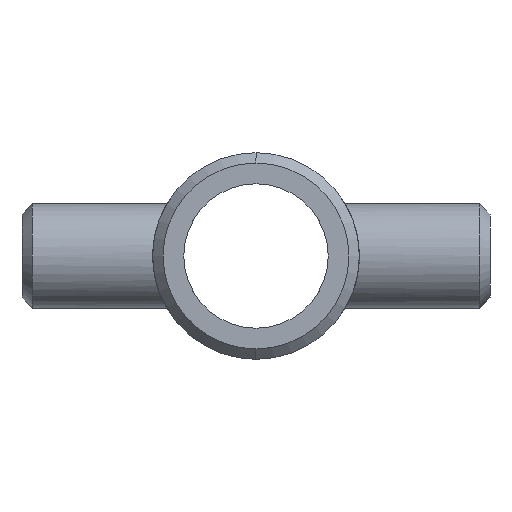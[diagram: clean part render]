
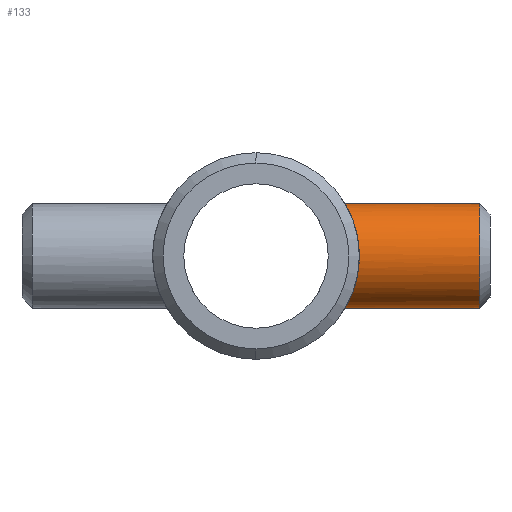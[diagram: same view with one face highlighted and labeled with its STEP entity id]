
A CAD part, left-side view. The second image highlights one B-rep face of the part: STEP entity #133.
In plain terms, the highlighted cylindrical face has radius 10.668 mm (diameter 21.336 mm), a partial arc.
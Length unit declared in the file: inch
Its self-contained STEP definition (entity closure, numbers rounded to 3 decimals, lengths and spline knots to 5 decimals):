
#1 = CARTESIAN_POINT ( 'NONE',  ( -0.38199, -0.81142, 0.17512 ) ) ;
#5 = CARTESIAN_POINT ( 'NONE',  ( -0.38207, -0.81145, -0.17496 ) ) ;
#11 = CARTESIAN_POINT ( 'NONE',  ( -0.18759, -0.73965, -0.37677 ) ) ;
#30 = CARTESIAN_POINT ( 'NONE',  ( -0.13722, -0.72851, -0.39789 ) ) ;
#98 = ORIENTED_EDGE ( 'NONE', *, *, #953, .T. ) ;
#133 = ADVANCED_FACE ( 'NONE', ( #566 ), #1040, .T. ) ;
#147 = CARTESIAN_POINT ( 'NONE',  ( -0.01391, -0.71589, 0.42 ) ) ;
#152 = CARTESIAN_POINT ( 'NONE',  ( -0.41657, -0.82827, -0.05535 ) ) ;
#157 = CARTESIAN_POINT ( 'NONE',  ( -0.31601, -0.78234, 0.27797 ) ) ;
#165 = CARTESIAN_POINT ( 'NONE',  ( -0.39808, -0.81907, -0.13674 ) ) ;
#172 = LINE ( 'NONE', #606, #659 ) ;
#184 = DIRECTION ( 'NONE',  ( 0., 1., 0. ) ) ;
#189 = CARTESIAN_POINT ( 'NONE',  ( -0.30634, -0.77863, -0.28765 ) ) ;
#198 = AXIS2_PLACEMENT_3D ( 'NONE', #425, #836, #588 ) ;
#211 = EDGE_CURVE ( 'NONE', #1050, #543, #393, .T. ) ;
#234 = CARTESIAN_POINT ( 'NONE',  ( -0.41934, -0.82966, -0.02745 ) ) ;
#242 = CARTESIAN_POINT ( 'NONE',  ( -0.41439, -0.82717, 0.06983 ) ) ;
#253 = CARTESIAN_POINT ( 'NONE',  ( -0.41649, -0.82823, 0.05592 ) ) ;
#258 = CARTESIAN_POINT ( 'NONE',  ( -0.07023, -0.7192, -0.41432 ) ) ;
#264 = CARTESIAN_POINT ( 'NONE',  ( -0.21196, -0.7463, -0.3636 ) ) ;
#269 = ORIENTED_EDGE ( 'NONE', *, *, #211, .T. ) ;
#271 = CARTESIAN_POINT ( 'NONE',  ( -0.05627, -0.71796, -0.41645 ) ) ;
#308 = CARTESIAN_POINT ( 'NONE',  ( 0., -1.88, 0. ) ) ;
#314 = CARTESIAN_POINT ( 'NONE',  ( -0.11057, -0.72387, 0.40613 ) ) ;
#319 = CARTESIAN_POINT ( 'NONE',  ( -0.27789, -0.76773, 0.31608 ) ) ;
#336 = CARTESIAN_POINT ( 'NONE',  ( -0.37608, -0.80864, -0.18749 ) ) ;
#341 = VERTEX_POINT ( 'NONE', #936 ) ;
#393 = CIRCLE ( 'NONE', #198, 0.42 ) ;
#407 = CARTESIAN_POINT ( 'NONE',  ( -0.3761, -0.80865, 0.18744 ) ) ;
#413 = CARTESIAN_POINT ( 'NONE',  ( -0.35595, -0.79947, 0.22335 ) ) ;
#423 = CARTESIAN_POINT ( 'NONE',  ( 0., -0.71589, -0.42 ) ) ;
#425 = CARTESIAN_POINT ( 'NONE',  ( 0., -1.79667, 0. ) ) ;
#435 = LINE ( 'NONE', #756, #516 ) ;
#477 = CARTESIAN_POINT ( 'NONE',  ( -0.35602, -0.7995, -0.22324 ) ) ;
#479 = B_SPLINE_CURVE_WITH_KNOTS ( 'NONE', 3,
 ( #730, #147, #821, #670, #900, #314, #485, #735, #661, #816, #319, #157, #741, #413, #981, #407, #1, #665, #993, #242, #253, #752, #586, #975, #234, #152, #909, #563, #165, #5, #336, #887, #477, #811, #697, #683, #189, #1009, #602, #264, #11, #30, #849, #258, #271, #767, #510, #423 ),
 .UNSPECIFIED., .F., .F.,
 ( 4, 2, 2, 2, 2, 2, 2, 2, 2, 2, 2, 2, 2, 2, 2, 2, 2, 2, 2, 2, 2, 2, 2, 4 ),
 ( 0.03395, 0.03501, 0.03606, 0.03818, 0.0403, 0.04242, 0.04453, 0.04559, 0.04665, 0.04877, 0.04983, 0.05089, 0.05195, 0.05301, 0.05512, 0.05618, 0.05724, 0.0583, 0.05936, 0.06148, 0.06359, 0.06571, 0.06677, 0.06783 ),
 .UNSPECIFIED. ) ;
#485 = CARTESIAN_POINT ( 'NONE',  ( -0.13691, -0.72844, 0.39802 ) ) ;
#510 = CARTESIAN_POINT ( 'NONE',  ( -0.01412, -0.71589, -0.42 ) ) ;
#516 = VECTOR ( 'NONE', #184, 39.37008 ) ;
#543 = VERTEX_POINT ( 'NONE', #901 ) ;
#563 = CARTESIAN_POINT ( 'NONE',  ( -0.4062, -0.82309, -0.11036 ) ) ;
#566 = FACE_OUTER_BOUND ( 'NONE', #898, .T. ) ;
#586 = CARTESIAN_POINT ( 'NONE',  ( -0.41999, -0.82999, 0.01429 ) ) ;
#588 = DIRECTION ( 'NONE',  ( 0., 0., -1. ) ) ;
#602 = CARTESIAN_POINT ( 'NONE',  ( -0.25682, -0.76026, -0.33343 ) ) ;
#606 = CARTESIAN_POINT ( 'NONE',  ( 0., -1.88, -0.42 ) ) ;
#643 = DIRECTION ( 'NONE',  ( 0., 1., 0. ) ) ;
#659 = VECTOR ( 'NONE', #929, 39.37008 ) ;
#661 = CARTESIAN_POINT ( 'NONE',  ( -0.21182, -0.74626, 0.36368 ) ) ;
#665 = CARTESIAN_POINT ( 'NONE',  ( -0.39785, -0.81896, 0.13734 ) ) ;
#668 = VERTEX_POINT ( 'NONE', #684 ) ;
#670 = CARTESIAN_POINT ( 'NONE',  ( -0.05592, -0.71794, 0.4165 ) ) ;
#683 = CARTESIAN_POINT ( 'NONE',  ( -0.31554, -0.78231, -0.27752 ) ) ;
#684 = CARTESIAN_POINT ( 'NONE',  ( 0., -0.71589, 0.42 ) ) ;
#689 = CARTESIAN_POINT ( 'NONE',  ( 0., -1.79667, -0.42 ) ) ;
#697 = CARTESIAN_POINT ( 'NONE',  ( -0.33279, -0.78942, -0.25659 ) ) ;
#730 = CARTESIAN_POINT ( 'NONE',  ( 0., -0.71589, 0.42 ) ) ;
#735 = CARTESIAN_POINT ( 'NONE',  ( -0.18793, -0.73973, 0.37663 ) ) ;
#741 = CARTESIAN_POINT ( 'NONE',  ( -0.33314, -0.78949, 0.25721 ) ) ;
#752 = CARTESIAN_POINT ( 'NONE',  ( -0.41929, -0.82964, 0.02818 ) ) ;
#756 = CARTESIAN_POINT ( 'NONE',  ( 0., -1.88, 0.42 ) ) ;
#767 = CARTESIAN_POINT ( 'NONE',  ( -0.02823, -0.71631, -0.41929 ) ) ;
#811 = CARTESIAN_POINT ( 'NONE',  ( -0.34088, -0.79288, -0.24573 ) ) ;
#816 = CARTESIAN_POINT ( 'NONE',  ( -0.25673, -0.76023, 0.3335 ) ) ;
#821 = CARTESIAN_POINT ( 'NONE',  ( -0.02787, -0.7163, 0.41931 ) ) ;
#836 = DIRECTION ( 'NONE',  ( 0., 1., 0. ) ) ;
#849 = CARTESIAN_POINT ( 'NONE',  ( -0.11107, -0.72395, -0.406 ) ) ;
#887 = CARTESIAN_POINT ( 'NONE',  ( -0.36306, -0.80267, -0.2116 ) ) ;
#898 = EDGE_LOOP ( 'NONE', ( #269, #914, #98, #1003 ) ) ;
#900 = CARTESIAN_POINT ( 'NONE',  ( -0.06977, -0.71916, 0.4144 ) ) ;
#901 = CARTESIAN_POINT ( 'NONE',  ( 0., -1.79667, 0.42 ) ) ;
#909 = CARTESIAN_POINT ( 'NONE',  ( -0.41447, -0.82721, -0.06935 ) ) ;
#914 = ORIENTED_EDGE ( 'NONE', *, *, #999, .T. ) ;
#929 = DIRECTION ( 'NONE',  ( 0., 1., 0. ) ) ;
#936 = CARTESIAN_POINT ( 'NONE',  ( 0., -0.71589, -0.42 ) ) ;
#953 = EDGE_CURVE ( 'NONE', #668, #341, #479, .T. ) ;
#968 = DIRECTION ( 'NONE',  ( 0., 0., -1. ) ) ;
#975 = CARTESIAN_POINT ( 'NONE',  ( -0.42001, -0.83001, -0.01352 ) ) ;
#979 = EDGE_CURVE ( 'NONE', #1050, #341, #172, .T. ) ;
#981 = CARTESIAN_POINT ( 'NONE',  ( -0.36309, -0.80269, 0.21154 ) ) ;
#982 = AXIS2_PLACEMENT_3D ( 'NONE', #308, #643, #968 ) ;
#993 = CARTESIAN_POINT ( 'NONE',  ( -0.40602, -0.823, 0.11106 ) ) ;
#999 = EDGE_CURVE ( 'NONE', #543, #668, #435, .T. ) ;
#1003 = ORIENTED_EDGE ( 'NONE', *, *, #979, .F. ) ;
#1009 = CARTESIAN_POINT ( 'NONE',  ( -0.27758, -0.76762, -0.31636 ) ) ;
#1040 = CYLINDRICAL_SURFACE ( 'NONE', #982, 0.42 ) ;
#1050 = VERTEX_POINT ( 'NONE', #689 ) ;
